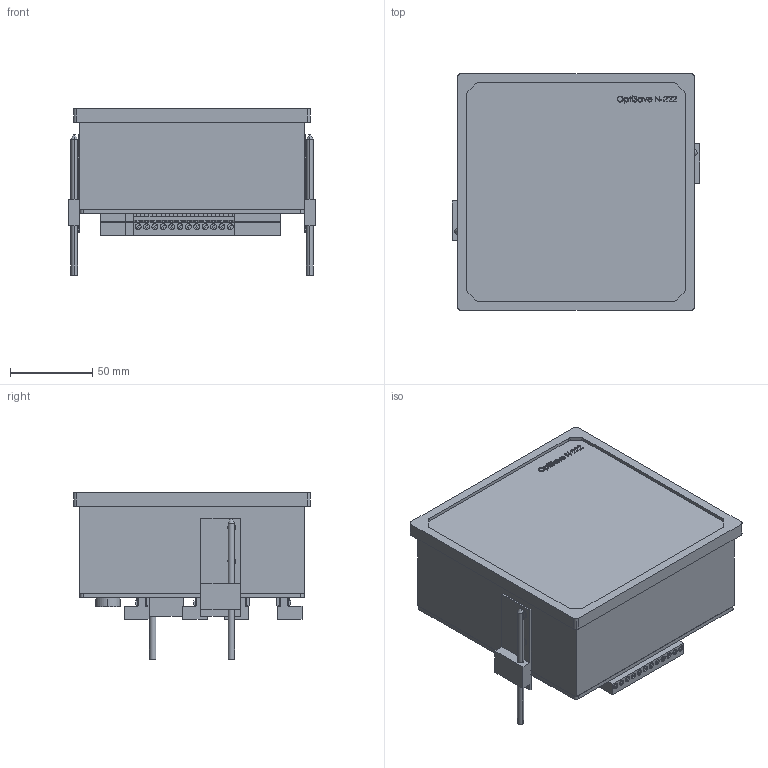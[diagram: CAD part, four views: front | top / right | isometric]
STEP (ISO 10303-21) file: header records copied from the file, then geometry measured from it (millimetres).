
FILE_DESCRIPTION (( 'STEP AP203' ), '1' );
FILE_NAME ('OptiSave_N-222.STEP', '2017-01-31T07:08:55', ( 'Vasin Dmitry' ), ( 'Meandr' ), 'SwSTEP 2.0', 'SolidWorks 2009', '' );
FILE_SCHEMA (( 'CONFIG_CONTROL_DESIGN' ));
Products named in the file (21): Case_OLD; MAVR_Case_RearCover_MP96.0027.01-07; MAVR_PCBs_Front; MAVR_PCBs_1; GreenConn_R_[configurable]_7.62_04pin; Holder_Fuse5x20_Ïî óìîë÷àíèþ; GreenConn_R_[configurable]_5.08_12pin; OptiSave_N-222; MAVR_MainCase_ASM_old; MAVR_Side_insert_Ïî óìîë÷àíèþ; MAVR_Thread_insert_Ïî óìîë÷àíèþ; MAVR_Case_FrontCover_OptiSave N-222; MAVR_Case_FrontFrame_Ïî óìîë÷àíèþ; MAVR_PCBs_2; MAVR_PCBs_3; MAVR_PCBs_4; GreenConn_R_[configurable]_5.08_03pin; GreenConn_CablePart_[configurable]_7.62_04pin; GreenConn_CablePart_[configurable]_5.08_03pin; GreenConn_CablePart_[configurable]_5.08_12pin; MAVR_Case_Fix_Ïî óìîë÷àíèþ
Assembly tree (40 placements, depth 3):
  OptiSave_N-222
    MAVR_Case_Fix_Ïî óìîë÷àíèþ  x2
    GreenConn_CablePart_[configurable]_5.08_12pin
    GreenConn_R_[configurable]_7.62_04pin  x2
    MAVR_Case_RearCover_MP96.0027.01-07
    GreenConn_R_[configurable]_5.08_03pin  x4
    GreenConn_R_[configurable]_5.08_12pin
    GreenConn_CablePart_[configurable]_5.08_03pin  x4
    MAVR_PCBs_1
    MAVR_PCBs_2
    MAVR_PCBs_3
    MAVR_PCBs_Front
    GreenConn_CablePart_[configurable]_7.62_04pin  x2
    MAVR_MainCase_ASM_old
      MAVR_Thread_insert_Ïî óìîë÷àíèþ  x8
      MAVR_Side_insert_Ïî óìîë÷àíèþ  x4
      Case_OLD
    MAVR_Case_FrontCover_OptiSave N-222
    MAVR_Case_FrontFrame_Ïî óìîë÷àíèþ
    Holder_Fuse5x20_Ïî óìîë÷àíèþ  x2
    MAVR_PCBs_4
Bounding box: 149.8 x 143.5 x 100.75 mm (x, y, z)
Volume: 307118.1 mm3; surface area: 296857.9 mm2
Topology: 39 solids, 39 shells, 2914 faces, 7385 edges, 4834 vertices
Faces by surface type: plane 2306, cylinder 526, bspline 72, cone 10
Entity records: 69980 total; most frequent: CARTESIAN_POINT 17356, ORIENTED_EDGE 10460, DIRECTION 9825, EDGE_CURVE 5230, VECTOR 4323, LINE 4323, VERTEX_POINT 3434, AXIS2_PLACEMENT_3D 2751
